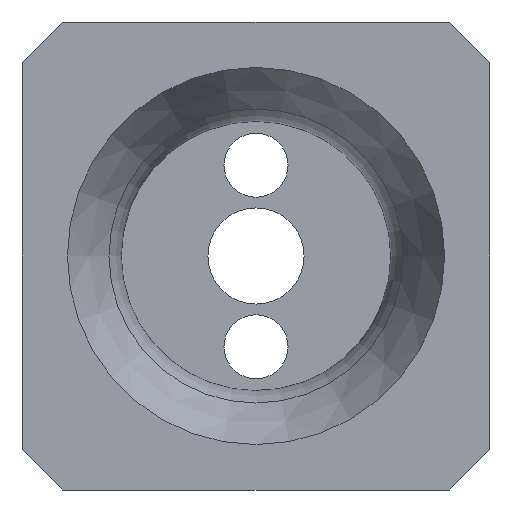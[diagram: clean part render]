
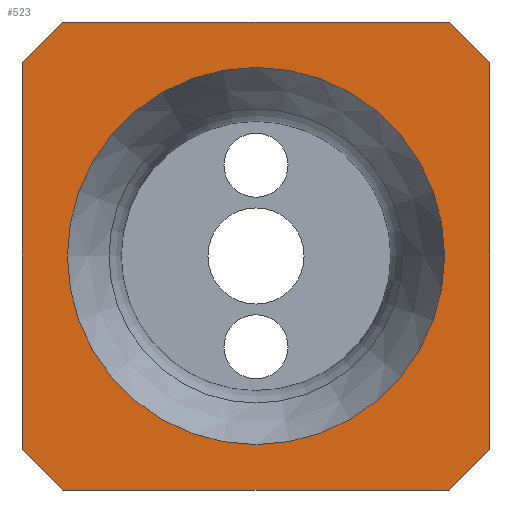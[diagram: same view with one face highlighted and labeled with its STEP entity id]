
A CAD part, front view. The second image highlights one B-rep face of the part: STEP entity #523.
In plain terms, the highlighted planar face has unit normal (0, -1, 0).
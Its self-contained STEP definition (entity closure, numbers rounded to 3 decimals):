
#26=FACE_BOUND('',#213,.T.);
#43=PLANE('',#573);
#78=LINE('',#960,#125);
#81=LINE('',#965,#128);
#83=LINE('',#969,#130);
#85=LINE('',#973,#132);
#88=LINE('',#989,#135);
#89=LINE('',#991,#136);
#90=LINE('',#993,#137);
#91=LINE('',#994,#138);
#125=VECTOR('',#674,10.);
#128=VECTOR('',#679,10.);
#130=VECTOR('',#683,10.);
#132=VECTOR('',#687,10.);
#135=VECTOR('',#708,10.);
#136=VECTOR('',#709,10.);
#137=VECTOR('',#710,10.);
#138=VECTOR('',#711,10.);
#173=FACE_OUTER_BOUND('',#212,.T.);
#212=EDGE_LOOP('',(#470,#471,#472,#473,#474,#475,#476,#477));
#213=EDGE_LOOP('',(#478));
#230=CIRCLE('',#546,17.65);
#254=VERTEX_POINT('',#893);
#274=VERTEX_POINT('',#957);
#275=VERTEX_POINT('',#959);
#276=VERTEX_POINT('',#963);
#277=VERTEX_POINT('',#967);
#278=VERTEX_POINT('',#971);
#282=VERTEX_POINT('',#988);
#283=VERTEX_POINT('',#990);
#284=VERTEX_POINT('',#992);
#302=EDGE_CURVE('',#254,#254,#230,.T.);
#335=EDGE_CURVE('',#275,#274,#78,.T.);
#338=EDGE_CURVE('',#274,#276,#81,.T.);
#340=EDGE_CURVE('',#276,#277,#83,.T.);
#342=EDGE_CURVE('',#277,#278,#85,.T.);
#348=EDGE_CURVE('',#278,#282,#88,.T.);
#349=EDGE_CURVE('',#282,#283,#89,.T.);
#350=EDGE_CURVE('',#283,#284,#90,.T.);
#351=EDGE_CURVE('',#284,#275,#91,.T.);
#470=ORIENTED_EDGE('',*,*,#342,.T.);
#471=ORIENTED_EDGE('',*,*,#348,.T.);
#472=ORIENTED_EDGE('',*,*,#349,.T.);
#473=ORIENTED_EDGE('',*,*,#350,.T.);
#474=ORIENTED_EDGE('',*,*,#351,.T.);
#475=ORIENTED_EDGE('',*,*,#335,.T.);
#476=ORIENTED_EDGE('',*,*,#338,.T.);
#477=ORIENTED_EDGE('',*,*,#340,.T.);
#478=ORIENTED_EDGE('',*,*,#302,.F.);
#523=ADVANCED_FACE('',(#173,#26),#43,.F.);
#546=AXIS2_PLACEMENT_3D('',#894,#613,#614);
#573=AXIS2_PLACEMENT_3D('',#987,#706,#707);
#613=DIRECTION('center_axis',(0.,-1.,0.));
#614=DIRECTION('ref_axis',(1.,0.,0.));
#674=DIRECTION('',(0.707,0.,-0.707));
#679=DIRECTION('',(1.,0.,0.));
#683=DIRECTION('',(0.707,0.,0.707));
#687=DIRECTION('',(0.,0.,1.));
#706=DIRECTION('center_axis',(0.,1.,0.));
#707=DIRECTION('ref_axis',(1.,0.,0.));
#708=DIRECTION('',(-0.707,0.,0.707));
#709=DIRECTION('',(-1.,0.,0.));
#710=DIRECTION('',(-0.707,0.,-0.707));
#711=DIRECTION('',(0.,0.,-1.));
#893=CARTESIAN_POINT('',(12.35,-40.,47.5));
#894=CARTESIAN_POINT('Origin',(30.,-40.,47.5));
#957=CARTESIAN_POINT('',(11.931,-40.,25.6));
#959=CARTESIAN_POINT('',(8.1,-40.,29.431));
#960=CARTESIAN_POINT('',(9.043,-40.,28.488));
#963=CARTESIAN_POINT('',(48.069,-40.,25.6));
#965=CARTESIAN_POINT('',(20.945,-40.,25.6));
#967=CARTESIAN_POINT('',(51.9,-40.,29.431));
#969=CARTESIAN_POINT('',(49.012,-40.,26.543));
#971=CARTESIAN_POINT('',(51.9,-40.,65.569));
#973=CARTESIAN_POINT('',(51.9,-40.,38.445));
#987=CARTESIAN_POINT('Origin',(30.,-40.,47.5));
#988=CARTESIAN_POINT('',(48.069,-40.,69.4));
#989=CARTESIAN_POINT('',(50.957,-40.,66.512));
#990=CARTESIAN_POINT('',(11.931,-40.,69.4));
#991=CARTESIAN_POINT('',(39.055,-40.,69.4));
#992=CARTESIAN_POINT('',(8.1,-40.,65.569));
#993=CARTESIAN_POINT('',(10.988,-40.,68.457));
#994=CARTESIAN_POINT('',(8.1,-40.,56.555));
